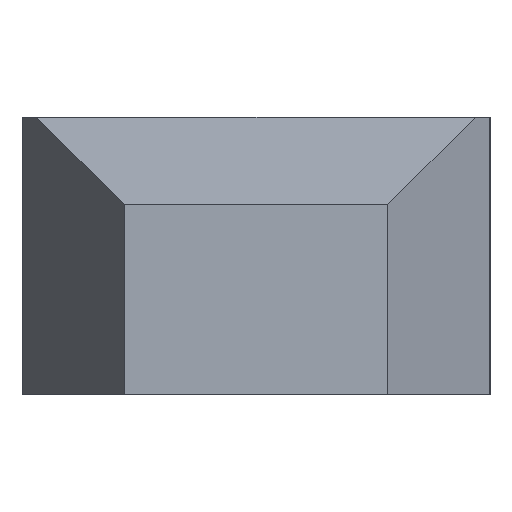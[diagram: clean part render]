
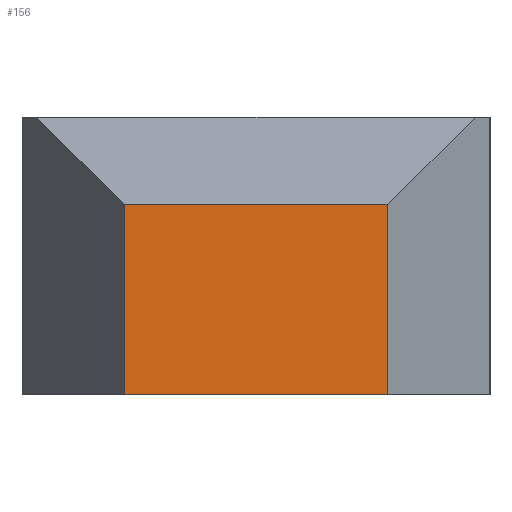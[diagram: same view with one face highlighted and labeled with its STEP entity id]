
A CAD part, left-side view. The second image highlights one B-rep face of the part: STEP entity #156.
In plain terms, the highlighted planar face has unit normal (-1, 0, 0).
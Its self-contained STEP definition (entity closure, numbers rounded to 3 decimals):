
#46 = VECTOR ( 'NONE', #353, 1000. ) ;
#57 = LINE ( 'NONE', #340, #105 ) ;
#83 = VERTEX_POINT ( 'NONE', #526 ) ;
#105 = VECTOR ( 'NONE', #395, 1000. ) ;
#116 = PLANE ( 'NONE',  #478 ) ;
#122 = ORIENTED_EDGE ( 'NONE', *, *, #277, .T. ) ;
#149 = CARTESIAN_POINT ( 'NONE',  ( -62.5, -9., 0. ) ) ;
#156 = ADVANCED_FACE ( 'NONE', ( #438 ), #116, .T. ) ;
#162 = LINE ( 'NONE', #442, #46 ) ;
#180 = ORIENTED_EDGE ( 'NONE', *, *, #570, .F. ) ;
#193 = ORIENTED_EDGE ( 'NONE', *, *, #441, .F. ) ;
#194 = CARTESIAN_POINT ( 'NONE',  ( -62.5, -9., 13. ) ) ;
#218 = VECTOR ( 'NONE', #302, 1000. ) ;
#250 = EDGE_CURVE ( 'NONE', #377, #266, #586, .T. ) ;
#255 = CARTESIAN_POINT ( 'NONE',  ( -62.5, -9., 19. ) ) ;
#259 = DIRECTION ( 'NONE',  ( -1., 0., 0. ) ) ;
#266 = VERTEX_POINT ( 'NONE', #398 ) ;
#277 = EDGE_CURVE ( 'NONE', #266, #83, #162, .T. ) ;
#295 = DIRECTION ( 'NONE',  ( 0., 0., 1. ) ) ;
#302 = DIRECTION ( 'NONE',  ( 0., 1., 0. ) ) ;
#340 = CARTESIAN_POINT ( 'NONE',  ( -62.5, -9., 19. ) ) ;
#353 = DIRECTION ( 'NONE',  ( 0., 0., -1. ) ) ;
#377 = VERTEX_POINT ( 'NONE', #194 ) ;
#392 = VECTOR ( 'NONE', #589, 1000. ) ;
#395 = DIRECTION ( 'NONE',  ( 0., 0., -1. ) ) ;
#398 = CARTESIAN_POINT ( 'NONE',  ( -62.5, 9., 13. ) ) ;
#420 = ORIENTED_EDGE ( 'NONE', *, *, #250, .T. ) ;
#438 = FACE_OUTER_BOUND ( 'NONE', #540, .T. ) ;
#441 = EDGE_CURVE ( 'NONE', #377, #506, #57, .T. ) ;
#442 = CARTESIAN_POINT ( 'NONE',  ( -62.5, 9., 19. ) ) ;
#478 = AXIS2_PLACEMENT_3D ( 'NONE', #255, #259, #295 ) ;
#490 = CARTESIAN_POINT ( 'NONE',  ( -62.5, -20., 13. ) ) ;
#492 = CARTESIAN_POINT ( 'NONE',  ( -62.5, -9., 0. ) ) ;
#495 = LINE ( 'NONE', #492, #392 ) ;
#506 = VERTEX_POINT ( 'NONE', #149 ) ;
#526 = CARTESIAN_POINT ( 'NONE',  ( -62.5, 9., 0. ) ) ;
#540 = EDGE_LOOP ( 'NONE', ( #193, #420, #122, #180 ) ) ;
#570 = EDGE_CURVE ( 'NONE', #506, #83, #495, .T. ) ;
#586 = LINE ( 'NONE', #490, #218 ) ;
#589 = DIRECTION ( 'NONE',  ( 0., 1., 0. ) ) ;
